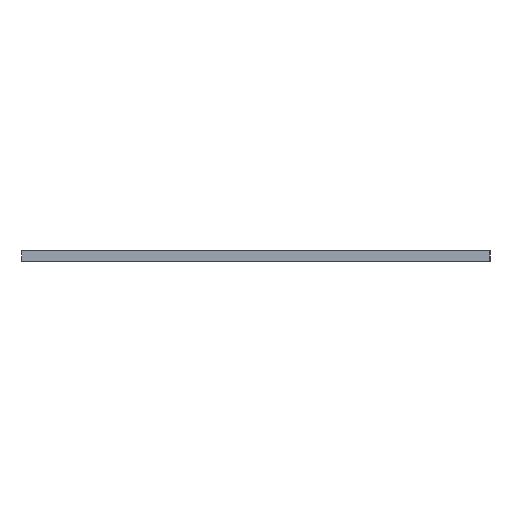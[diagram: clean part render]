
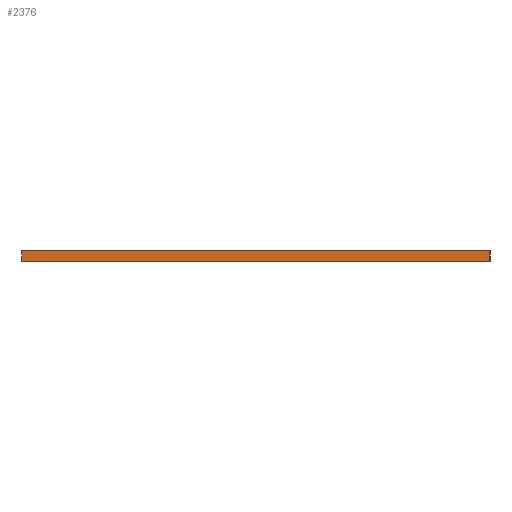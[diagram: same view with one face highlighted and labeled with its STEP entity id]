
A CAD part, left-side view. The second image highlights one B-rep face of the part: STEP entity #2376.
In plain terms, the highlighted planar face has unit normal (-1, 0, 0).
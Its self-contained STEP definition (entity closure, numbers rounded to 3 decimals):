
#140 = DIRECTION ( 'NONE',  ( 0., 0., -1. ) ) ;
#456 = EDGE_CURVE ( 'NONE', #1254, #1952, #3870, .T. ) ;
#646 = VERTEX_POINT ( 'NONE', #1196 ) ;
#730 = DIRECTION ( 'NONE',  ( 0., -1., 0. ) ) ;
#784 = VECTOR ( 'NONE', #1775, 1000. ) ;
#877 = EDGE_CURVE ( 'NONE', #646, #3216, #2677, .T. ) ;
#931 = ORIENTED_EDGE ( 'NONE', *, *, #1714, .F. ) ;
#967 = ORIENTED_EDGE ( 'NONE', *, *, #1129, .T. ) ;
#974 = VECTOR ( 'NONE', #730, 1000. ) ;
#1036 = VECTOR ( 'NONE', #2935, 1000. ) ;
#1129 = EDGE_CURVE ( 'NONE', #1952, #3216, #2269, .T. ) ;
#1173 = CARTESIAN_POINT ( 'NONE',  ( -90., -70., 0. ) ) ;
#1196 = CARTESIAN_POINT ( 'NONE',  ( -90., -70., 3. ) ) ;
#1208 = ORIENTED_EDGE ( 'NONE', *, *, #877, .F. ) ;
#1254 = VERTEX_POINT ( 'NONE', #3857 ) ;
#1410 = CARTESIAN_POINT ( 'NONE',  ( -90., -70., 3. ) ) ;
#1714 = EDGE_CURVE ( 'NONE', #1254, #646, #2553, .T. ) ;
#1775 = DIRECTION ( 'NONE',  ( 0., 0., -1. ) ) ;
#1924 = AXIS2_PLACEMENT_3D ( 'NONE', #2888, #3457, #140 ) ;
#1952 = VERTEX_POINT ( 'NONE', #3707 ) ;
#1999 = PLANE ( 'NONE',  #1924 ) ;
#2172 = VECTOR ( 'NONE', #2822, 1000. ) ;
#2269 = LINE ( 'NONE', #3687, #974 ) ;
#2376 = ADVANCED_FACE ( 'NONE', ( #3739 ), #1999, .F. ) ;
#2420 = ORIENTED_EDGE ( 'NONE', *, *, #456, .T. ) ;
#2553 = LINE ( 'NONE', #2840, #2172 ) ;
#2677 = LINE ( 'NONE', #1410, #1036 ) ;
#2775 = EDGE_LOOP ( 'NONE', ( #967, #1208, #931, #2420 ) ) ;
#2822 = DIRECTION ( 'NONE',  ( 0., -1., 0. ) ) ;
#2840 = CARTESIAN_POINT ( 'NONE',  ( -90., -70., 3. ) ) ;
#2888 = CARTESIAN_POINT ( 'NONE',  ( -90., -70., 3. ) ) ;
#2935 = DIRECTION ( 'NONE',  ( 0., 0., -1. ) ) ;
#3216 = VERTEX_POINT ( 'NONE', #1173 ) ;
#3457 = DIRECTION ( 'NONE',  ( 1., 0., 0. ) ) ;
#3592 = CARTESIAN_POINT ( 'NONE',  ( -90., 70., 3. ) ) ;
#3687 = CARTESIAN_POINT ( 'NONE',  ( -90., -70., 0. ) ) ;
#3707 = CARTESIAN_POINT ( 'NONE',  ( -90., 70., 0. ) ) ;
#3739 = FACE_OUTER_BOUND ( 'NONE', #2775, .T. ) ;
#3857 = CARTESIAN_POINT ( 'NONE',  ( -90., 70., 3. ) ) ;
#3870 = LINE ( 'NONE', #3592, #784 ) ;
